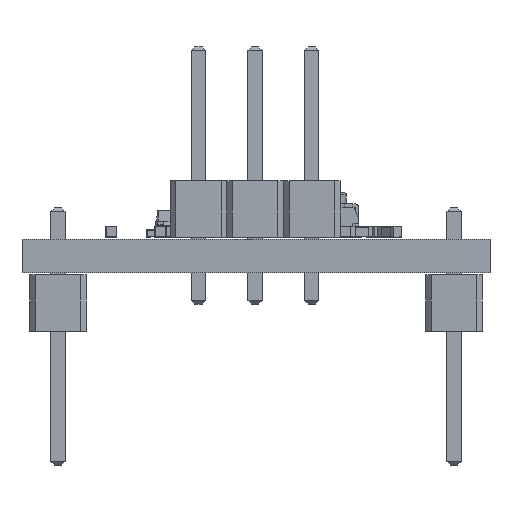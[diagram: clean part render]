
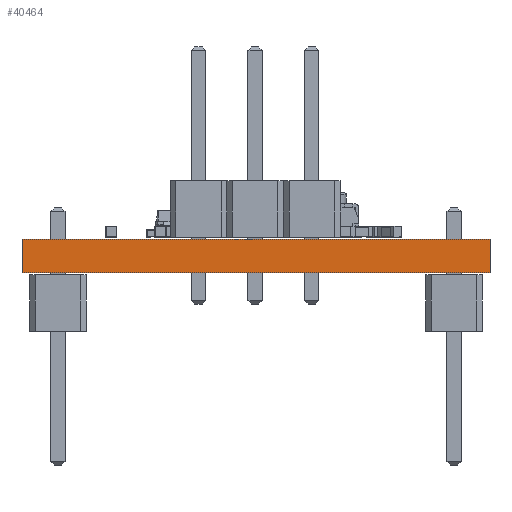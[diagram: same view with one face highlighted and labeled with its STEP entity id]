
A CAD part, front view. The second image highlights one B-rep face of the part: STEP entity #40464.
In plain terms, the highlighted planar face has unit normal (0, -1, 0).
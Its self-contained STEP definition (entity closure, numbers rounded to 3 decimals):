
#40464 = ADVANCED_FACE('',(#40465),#40499,.T.);
#40465 = FACE_BOUND('',#40466,.T.);
#40466 = EDGE_LOOP('',(#40467,#40477,#40485,#40493));
#40467 = ORIENTED_EDGE('',*,*,#40468,.T.);
#40468 = EDGE_CURVE('',#40469,#40471,#40473,.T.);
#40469 = VERTEX_POINT('',#40470);
#40470 = CARTESIAN_POINT('',(106.5,-137.,0.));
#40471 = VERTEX_POINT('',#40472);
#40472 = CARTESIAN_POINT('',(106.5,-137.,1.51));
#40473 = LINE('',#40474,#40475);
#40474 = CARTESIAN_POINT('',(106.5,-137.,0.));
#40475 = VECTOR('',#40476,1.);
#40476 = DIRECTION('',(0.,0.,1.));
#40477 = ORIENTED_EDGE('',*,*,#40478,.T.);
#40478 = EDGE_CURVE('',#40471,#40479,#40481,.T.);
#40479 = VERTEX_POINT('',#40480);
#40480 = CARTESIAN_POINT('',(85.5,-137.,1.51));
#40481 = LINE('',#40482,#40483);
#40482 = CARTESIAN_POINT('',(106.5,-137.,1.51));
#40483 = VECTOR('',#40484,1.);
#40484 = DIRECTION('',(-1.,0.,0.));
#40485 = ORIENTED_EDGE('',*,*,#40486,.F.);
#40486 = EDGE_CURVE('',#40487,#40479,#40489,.T.);
#40487 = VERTEX_POINT('',#40488);
#40488 = CARTESIAN_POINT('',(85.5,-137.,0.));
#40489 = LINE('',#40490,#40491);
#40490 = CARTESIAN_POINT('',(85.5,-137.,0.));
#40491 = VECTOR('',#40492,1.);
#40492 = DIRECTION('',(0.,0.,1.));
#40493 = ORIENTED_EDGE('',*,*,#40494,.F.);
#40494 = EDGE_CURVE('',#40469,#40487,#40495,.T.);
#40495 = LINE('',#40496,#40497);
#40496 = CARTESIAN_POINT('',(106.5,-137.,0.));
#40497 = VECTOR('',#40498,1.);
#40498 = DIRECTION('',(-1.,0.,0.));
#40499 = PLANE('',#40500);
#40500 = AXIS2_PLACEMENT_3D('',#40501,#40502,#40503);
#40501 = CARTESIAN_POINT('',(106.5,-137.,0.));
#40502 = DIRECTION('',(0.,-1.,0.));
#40503 = DIRECTION('',(-1.,0.,0.));
